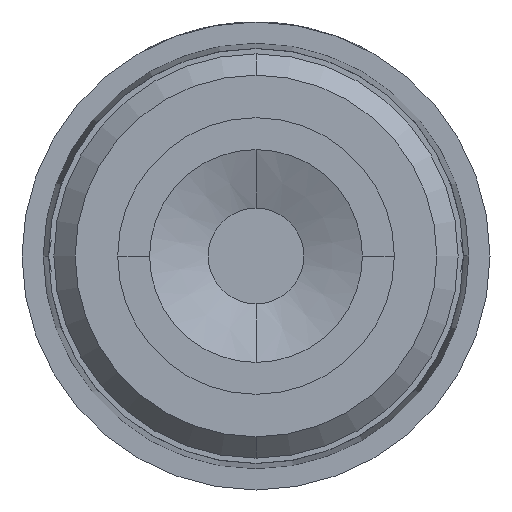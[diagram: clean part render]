
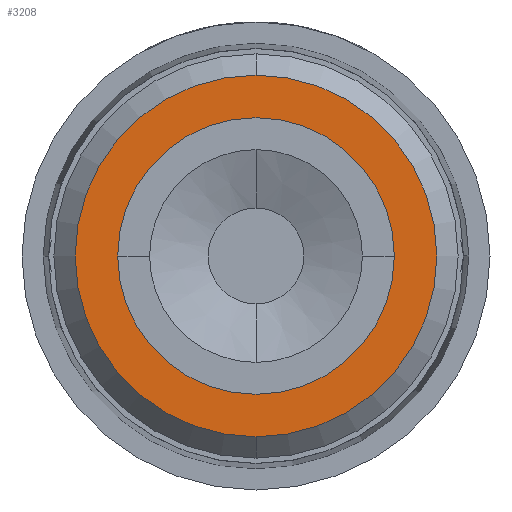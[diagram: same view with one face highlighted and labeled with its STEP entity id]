
A CAD part, front view. The second image highlights one B-rep face of the part: STEP entity #3208.
In plain terms, the highlighted planar face has unit normal (0, -1, 0).
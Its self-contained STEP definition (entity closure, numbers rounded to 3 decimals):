
#123 = CARTESIAN_POINT ( 'NONE',  ( 0., -61., 0. ) ) ;
#214 = AXIS2_PLACEMENT_3D ( 'NONE', #2265, #1443, #3384 ) ;
#468 = DIRECTION ( 'NONE',  ( 0., -1., 0. ) ) ;
#493 = CARTESIAN_POINT ( 'NONE',  ( 0., -61., 0. ) ) ;
#547 = EDGE_CURVE ( 'NONE', #1695, #1898, #1291, .T. ) ;
#557 = CARTESIAN_POINT ( 'NONE',  ( 0., -61., 0.65 ) ) ;
#667 = CARTESIAN_POINT ( 'NONE',  ( 0., -61., -0.65 ) ) ;
#715 = DIRECTION ( 'NONE',  ( 0., 0., 1. ) ) ;
#731 = EDGE_CURVE ( 'NONE', #3541, #2419, #3130, .T. ) ;
#964 = EDGE_LOOP ( 'NONE', ( #1782, #1902 ) ) ;
#1105 = EDGE_CURVE ( 'NONE', #1898, #1695, #2155, .T. ) ;
#1226 = AXIS2_PLACEMENT_3D ( 'NONE', #123, #1812, #715 ) ;
#1291 = CIRCLE ( 'NONE', #1407, 0.65 ) ;
#1407 = AXIS2_PLACEMENT_3D ( 'NONE', #493, #2414, #1570 ) ;
#1443 = DIRECTION ( 'NONE',  ( 0., 1., 0. ) ) ;
#1495 = FACE_OUTER_BOUND ( 'NONE', #3151, .T. ) ;
#1570 = DIRECTION ( 'NONE',  ( 0., 0., -1. ) ) ;
#1695 = VERTEX_POINT ( 'NONE', #557 ) ;
#1728 = CARTESIAN_POINT ( 'NONE',  ( 0., -61., -0.85 ) ) ;
#1782 = ORIENTED_EDGE ( 'NONE', *, *, #1105, .T. ) ;
#1812 = DIRECTION ( 'NONE',  ( 0., 1., 0. ) ) ;
#1864 = DIRECTION ( 'NONE',  ( 0., 0., -1. ) ) ;
#1898 = VERTEX_POINT ( 'NONE', #667 ) ;
#1902 = ORIENTED_EDGE ( 'NONE', *, *, #547, .T. ) ;
#1927 = FACE_BOUND ( 'NONE', #964, .T. ) ;
#1972 = CARTESIAN_POINT ( 'NONE',  ( 0., -61., 0. ) ) ;
#2009 = DIRECTION ( 'NONE',  ( 0., 0., 1. ) ) ;
#2081 = ORIENTED_EDGE ( 'NONE', *, *, #731, .F. ) ;
#2115 = PLANE ( 'NONE',  #2756 ) ;
#2155 = CIRCLE ( 'NONE', #214, 0.65 ) ;
#2250 = DIRECTION ( 'NONE',  ( 0., 1., 0. ) ) ;
#2265 = CARTESIAN_POINT ( 'NONE',  ( 0., -61., 0. ) ) ;
#2312 = AXIS2_PLACEMENT_3D ( 'NONE', #1972, #2250, #2009 ) ;
#2414 = DIRECTION ( 'NONE',  ( 0., 1., 0. ) ) ;
#2419 = VERTEX_POINT ( 'NONE', #3243 ) ;
#2614 = CIRCLE ( 'NONE', #1226, 0.85 ) ;
#2756 = AXIS2_PLACEMENT_3D ( 'NONE', #3511, #468, #1864 ) ;
#2808 = ORIENTED_EDGE ( 'NONE', *, *, #3057, .F. ) ;
#3057 = EDGE_CURVE ( 'NONE', #2419, #3541, #2614, .T. ) ;
#3130 = CIRCLE ( 'NONE', #2312, 0.85 ) ;
#3151 = EDGE_LOOP ( 'NONE', ( #2808, #2081 ) ) ;
#3208 = ADVANCED_FACE ( 'NONE', ( #1495, #1927 ), #2115, .T. ) ;
#3243 = CARTESIAN_POINT ( 'NONE',  ( 0., -61., 0.85 ) ) ;
#3384 = DIRECTION ( 'NONE',  ( 0., 0., -1. ) ) ;
#3511 = CARTESIAN_POINT ( 'NONE',  ( 0., -61., 0. ) ) ;
#3541 = VERTEX_POINT ( 'NONE', #1728 ) ;
